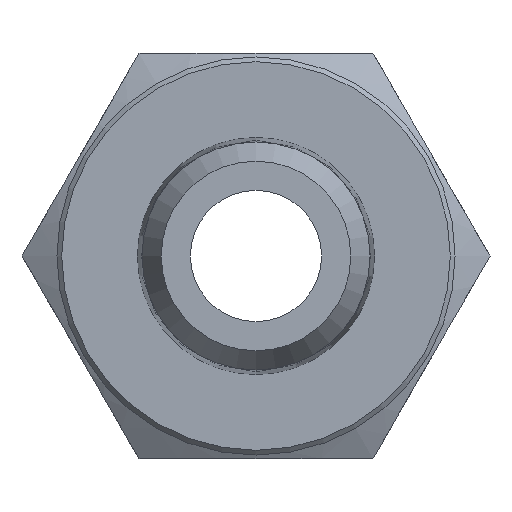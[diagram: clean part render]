
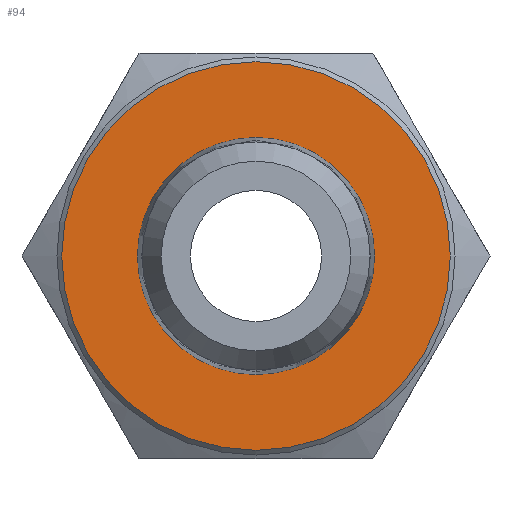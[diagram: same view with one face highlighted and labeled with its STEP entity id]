
A CAD part, front view. The second image highlights one B-rep face of the part: STEP entity #94.
In plain terms, the highlighted planar face has unit normal (0, -1, 0).
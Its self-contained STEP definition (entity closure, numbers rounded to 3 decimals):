
#94 = ADVANCED_FACE( 'NONE', ( #148, #149 ), #150, .T. );
#148 = FACE_OUTER_BOUND( '', #205, .T. );
#149 = FACE_BOUND( '', #206, .T. );
#150 = PLANE( '', #207 );
#205 = EDGE_LOOP( '', ( #336 ) );
#206 = EDGE_LOOP( '', ( #337 ) );
#207 = AXIS2_PLACEMENT_3D( '', #338, #339, #340 );
#336 = ORIENTED_EDGE( '', *, *, #381, .T. );
#337 = ORIENTED_EDGE( '', *, *, #362, .F. );
#338 = CARTESIAN_POINT( '', ( 8.15, 7.5, 0. ) );
#339 = DIRECTION( '', ( 0., -1., 0. ) );
#340 = DIRECTION( '', ( 0., 0., -1. ) );
#362 = EDGE_CURVE( 'NONE', #413, #413, #414, .T. );
#381 = EDGE_CURVE( 'NONE', #446, #446, #447, .T. );
#413 = VERTEX_POINT( '', #514 );
#414 = CIRCLE( '', #515, 4.973 );
#446 = VERTEX_POINT( '', #614 );
#447 = CIRCLE( '', #615, 8.15 );
#514 = CARTESIAN_POINT( '', ( 0., 7.5, -4.973 ) );
#515 = AXIS2_PLACEMENT_3D( '', #640, #641, #642 );
#614 = CARTESIAN_POINT( '', ( 0., 7.5, -8.15 ) );
#615 = AXIS2_PLACEMENT_3D( '', #661, #662, #663 );
#640 = CARTESIAN_POINT( '', ( 0., 7.5, 0. ) );
#641 = DIRECTION( '', ( 0., -1., 0. ) );
#642 = DIRECTION( '', ( 0., 0., -1. ) );
#661 = CARTESIAN_POINT( '', ( 0., 7.5, 0. ) );
#662 = DIRECTION( '', ( 0., -1., 0. ) );
#663 = DIRECTION( '', ( 0., 0., -1. ) );
